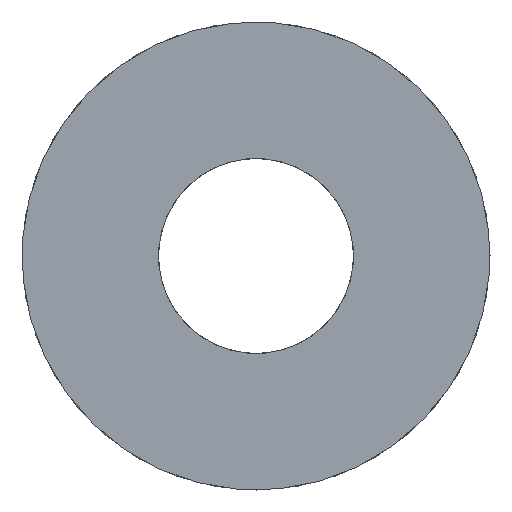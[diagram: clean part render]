
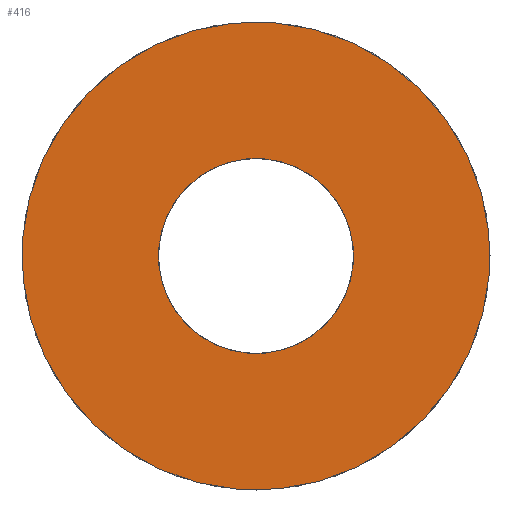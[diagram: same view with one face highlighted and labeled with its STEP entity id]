
A CAD part, front view. The second image highlights one B-rep face of the part: STEP entity #416.
In plain terms, the highlighted face is planar.
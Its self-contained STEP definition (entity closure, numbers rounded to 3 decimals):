
#6 = DIRECTION ( 'NONE',  ( 0., 1., 0. ) ) ;
#58 = DIRECTION ( 'NONE',  ( 0., 1., 0. ) ) ;
#68 = CARTESIAN_POINT ( 'NONE',  ( 0., 1., 1.25 ) ) ;
#74 = VERTEX_POINT ( 'NONE', #1091 ) ;
#152 = ORIENTED_EDGE ( 'NONE', *, *, #959, .T. ) ;
#213 = DIRECTION ( 'NONE',  ( 0., 0., 1. ) ) ;
#219 = VERTEX_POINT ( 'NONE', #399 ) ;
#231 = EDGE_CURVE ( 'NONE', #1335, #219, #938, .T. ) ;
#237 = ORIENTED_EDGE ( 'NONE', *, *, #231, .T. ) ;
#393 = CIRCLE ( 'NONE', #1316, 1.25 ) ;
#399 = CARTESIAN_POINT ( 'NONE',  ( 0., 1., -3. ) ) ;
#416 = ADVANCED_FACE ( 'NONE', ( #1548, #474 ), #1516, .T. ) ;
#474 = FACE_BOUND ( 'NONE', #1003, .T. ) ;
#701 = CARTESIAN_POINT ( 'NONE',  ( 0., 1., 0. ) ) ;
#751 = ORIENTED_EDGE ( 'NONE', *, *, #1048, .F. ) ;
#772 = DIRECTION ( 'NONE',  ( 0., 0., 1. ) ) ;
#838 = CIRCLE ( 'NONE', #945, 1.25 ) ;
#861 = AXIS2_PLACEMENT_3D ( 'NONE', #1320, #1557, #1439 ) ;
#913 = DIRECTION ( 'NONE',  ( 0., 0., 1. ) ) ;
#938 = CIRCLE ( 'NONE', #1361, 3. ) ;
#945 = AXIS2_PLACEMENT_3D ( 'NONE', #1304, #1543, #913 ) ;
#959 = EDGE_CURVE ( 'NONE', #219, #1335, #968, .T. ) ;
#968 = CIRCLE ( 'NONE', #861, 3. ) ;
#972 = CARTESIAN_POINT ( 'NONE',  ( 0., 1., 0. ) ) ;
#1003 = EDGE_LOOP ( 'NONE', ( #751, #1111 ) ) ;
#1048 = EDGE_CURVE ( 'NONE', #74, #1197, #393, .T. ) ;
#1091 = CARTESIAN_POINT ( 'NONE',  ( 0., 1., -1.25 ) ) ;
#1111 = ORIENTED_EDGE ( 'NONE', *, *, #1629, .F. ) ;
#1130 = DIRECTION ( 'NONE',  ( 0., 1., 0. ) ) ;
#1197 = VERTEX_POINT ( 'NONE', #68 ) ;
#1222 = CARTESIAN_POINT ( 'NONE',  ( 0., 1., 0. ) ) ;
#1232 = EDGE_LOOP ( 'NONE', ( #152, #237 ) ) ;
#1261 = DIRECTION ( 'NONE',  ( 0., 0., 1. ) ) ;
#1304 = CARTESIAN_POINT ( 'NONE',  ( 0., 1., 0. ) ) ;
#1316 = AXIS2_PLACEMENT_3D ( 'NONE', #701, #58, #213 ) ;
#1320 = CARTESIAN_POINT ( 'NONE',  ( 0., 1., 0. ) ) ;
#1335 = VERTEX_POINT ( 'NONE', #1437 ) ;
#1361 = AXIS2_PLACEMENT_3D ( 'NONE', #1222, #6, #772 ) ;
#1437 = CARTESIAN_POINT ( 'NONE',  ( 0., 1., 3. ) ) ;
#1439 = DIRECTION ( 'NONE',  ( 0., 0., 1. ) ) ;
#1516 = PLANE ( 'NONE',  #1613 ) ;
#1543 = DIRECTION ( 'NONE',  ( 0., 1., 0. ) ) ;
#1548 = FACE_OUTER_BOUND ( 'NONE', #1232, .T. ) ;
#1557 = DIRECTION ( 'NONE',  ( 0., 1., 0. ) ) ;
#1613 = AXIS2_PLACEMENT_3D ( 'NONE', #972, #1130, #1261 ) ;
#1629 = EDGE_CURVE ( 'NONE', #1197, #74, #838, .T. ) ;
